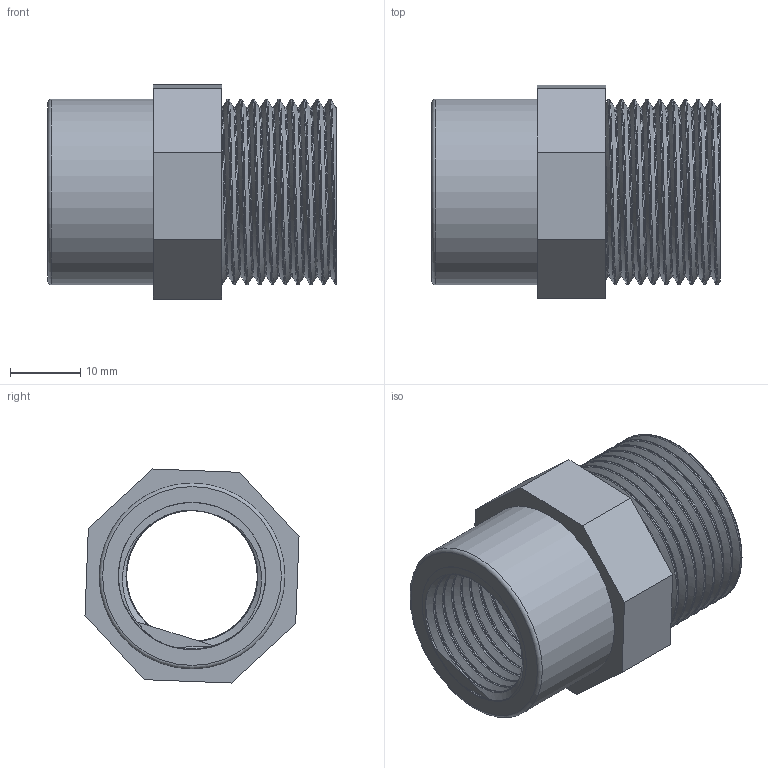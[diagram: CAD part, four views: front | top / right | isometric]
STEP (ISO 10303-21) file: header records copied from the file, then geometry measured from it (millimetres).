
FILE_DESCRIPTION(/* description */ (''),/* implementation_level */ '2;1');
FILE_NAME(/* name */ 'RE61025B.ipt.stp',/* time_stamp */ '2017-01-25T09:59:23+01:00',/* author */ ('Eugenio'),/* organization */ (''),/* preprocessor_version */ 'ST-DEVELOPER v16.5',/* originating_system */ 'Autodesk Inventor 2017',/* authorisation */ '');
FILE_SCHEMA (('AUTOMOTIVE_DESIGN { 1 0 10303 214 3 1 1 }'));
Length unit declared in the file: millimetre
Products named in the file (1): RE61025B
Bounding box: 41 x 30.46 x 30.46 mm (x, y, z)
Volume: 10085.2 mm3; surface area: 13173.4 mm2
Topology: 3 solids, 3 shells, 40 faces, 89 edges, 59 vertices
Faces by surface type: plane 18, bspline 12, cylinder 9, torus 1
Full cylindrical faces by diameter (mm): 19.96 x1, 20.96 x3, 24.072 x2, 26.44 x1
Entity records: 9086 total; most frequent: CARTESIAN_POINT 8281, ORIENTED_EDGE 162, DIRECTION 120, EDGE_CURVE 81, VERTEX_POINT 59, EDGE_LOOP 58, AXIS2_PLACEMENT_3D 48, FACE_OUTER_BOUND 40
